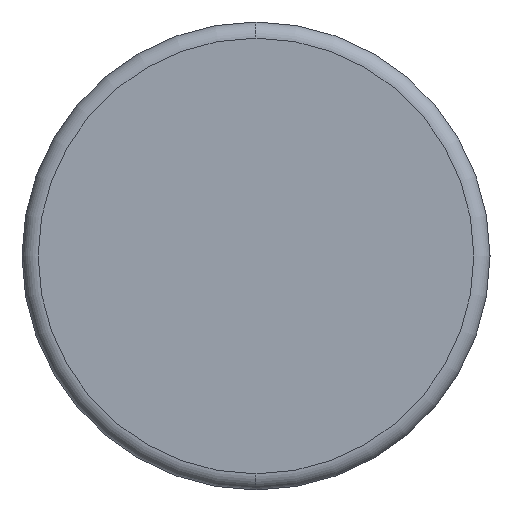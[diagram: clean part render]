
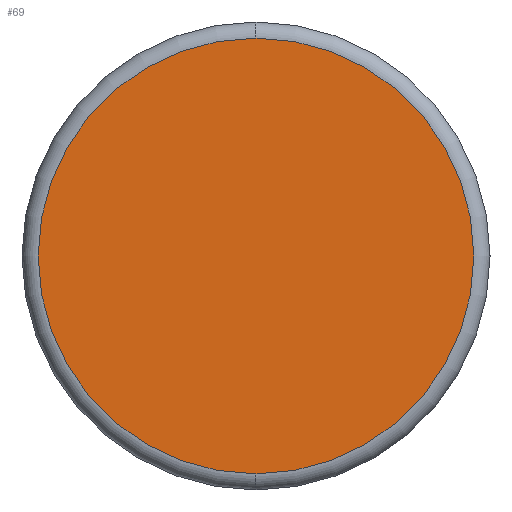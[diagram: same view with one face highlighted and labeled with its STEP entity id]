
A CAD part, left-side view. The second image highlights one B-rep face of the part: STEP entity #69.
In plain terms, the highlighted planar face has unit normal (-1, 0, 0).
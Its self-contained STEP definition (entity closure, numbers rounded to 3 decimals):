
#69 = ADVANCED_FACE ( 'NONE', ( #415 ), #410, .T. ) ;
#70 = EDGE_LOOP ( 'NONE', ( #152, #153 ) ) ;
#115 = VERTEX_POINT ( 'NONE', #258 ) ;
#117 = EDGE_CURVE ( 'NONE', #118, #115, #257, .T. ) ;
#118 = VERTEX_POINT ( 'NONE', #252 ) ;
#139 = EDGE_CURVE ( 'NONE', #115, #118, #469, .T. ) ;
#152 = ORIENTED_EDGE ( 'NONE', *, *, #117, .T. ) ;
#153 = ORIENTED_EDGE ( 'NONE', *, *, #139, .T. ) ;
#252 = CARTESIAN_POINT ( 'NONE',  ( -1.75, 0., 0.675 ) ) ;
#253 = DIRECTION ( 'NONE',  ( 0., 0., 1. ) ) ;
#254 = DIRECTION ( 'NONE',  ( -1., 0., 0. ) ) ;
#255 = CARTESIAN_POINT ( 'NONE',  ( -1.75, 0., 0. ) ) ;
#256 = AXIS2_PLACEMENT_3D ( 'NONE', #255, #254, #253 ) ;
#257 = CIRCLE ( 'NONE', #256, 0.675 ) ;
#258 = CARTESIAN_POINT ( 'NONE',  ( -1.75, 0., -0.675 ) ) ;
#406 = DIRECTION ( 'NONE',  ( 0., 0., -1. ) ) ;
#407 = DIRECTION ( 'NONE',  ( -1., 0., 0. ) ) ;
#408 = CARTESIAN_POINT ( 'NONE',  ( -1.75, 0., -1.736 ) ) ;
#409 = AXIS2_PLACEMENT_3D ( 'NONE', #408, #407, #406 ) ;
#410 = PLANE ( 'NONE',  #409 ) ;
#415 = FACE_OUTER_BOUND ( 'NONE', #70, .T. ) ;
#465 = DIRECTION ( 'NONE',  ( 0., 0., 1. ) ) ;
#466 = DIRECTION ( 'NONE',  ( -1., 0., 0. ) ) ;
#467 = CARTESIAN_POINT ( 'NONE',  ( -1.75, 0., 0. ) ) ;
#468 = AXIS2_PLACEMENT_3D ( 'NONE', #467, #466, #465 ) ;
#469 = CIRCLE ( 'NONE', #468, 0.675 ) ;
